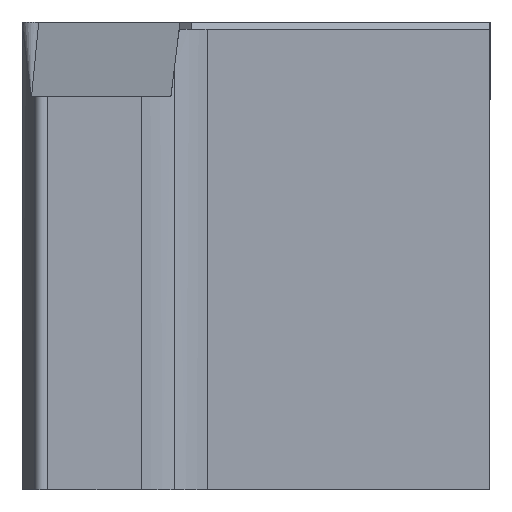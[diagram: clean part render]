
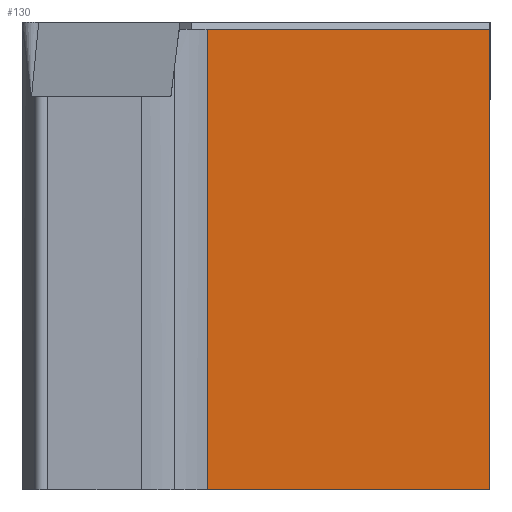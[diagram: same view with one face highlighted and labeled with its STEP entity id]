
A CAD part, left-side view. The second image highlights one B-rep face of the part: STEP entity #130.
In plain terms, the highlighted planar face has unit normal (-0.616, -0.788, 0).
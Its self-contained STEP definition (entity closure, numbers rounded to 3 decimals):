
#130=ADVANCED_FACE('',(#178),#152,.F.);
#152=PLANE('',#628);
#178=FACE_OUTER_BOUND('',#206,.T.);
#206=EDGE_LOOP('',(#403,#404,#405,#406));
#218=LINE('',#798,#268);
#230=LINE('',#839,#280);
#239=LINE('',#855,#289);
#250=LINE('',#892,#300);
#268=VECTOR('',#648,1.);
#280=VECTOR('',#678,1.);
#289=VECTOR('',#693,1.);
#300=VECTOR('',#740,1.);
#403=ORIENTED_EDGE('',*,*,#537,.F.);
#404=ORIENTED_EDGE('',*,*,#508,.F.);
#405=ORIENTED_EDGE('',*,*,#555,.F.);
#406=ORIENTED_EDGE('',*,*,#528,.F.);
#461=VERTEX_POINT('',#797);
#462=VERTEX_POINT('',#799);
#469=VERTEX_POINT('',#815);
#481=VERTEX_POINT('',#838);
#508=EDGE_CURVE('',#461,#462,#218,.T.);
#528=EDGE_CURVE('',#481,#469,#230,.T.);
#537=EDGE_CURVE('',#462,#481,#239,.T.);
#555=EDGE_CURVE('',#469,#461,#250,.T.);
#628=AXIS2_PLACEMENT_3D('',#895,#745,#746);
#648=DIRECTION('',(0.788,-0.616,0.));
#678=DIRECTION('',(-0.788,0.616,0.));
#693=DIRECTION('',(0.,0.,-1.));
#740=DIRECTION('',(0.,0.,1.));
#745=DIRECTION('',(0.616,0.788,0.));
#746=DIRECTION('',(0.788,-0.616,0.));
#797=CARTESIAN_POINT('',(9.362,12.092,-0.3));
#798=CARTESIAN_POINT('',(9.362,12.092,-0.3));
#799=CARTESIAN_POINT('',(24.838,0.,-0.3));
#815=CARTESIAN_POINT('',(9.362,12.092,-20.));
#838=CARTESIAN_POINT('',(24.838,0.,-20.));
#839=CARTESIAN_POINT('',(9.362,12.092,-20.));
#855=CARTESIAN_POINT('',(24.838,0.,-40.));
#892=CARTESIAN_POINT('',(9.362,12.092,-40.));
#895=CARTESIAN_POINT('',(9.362,12.092,-40.));
